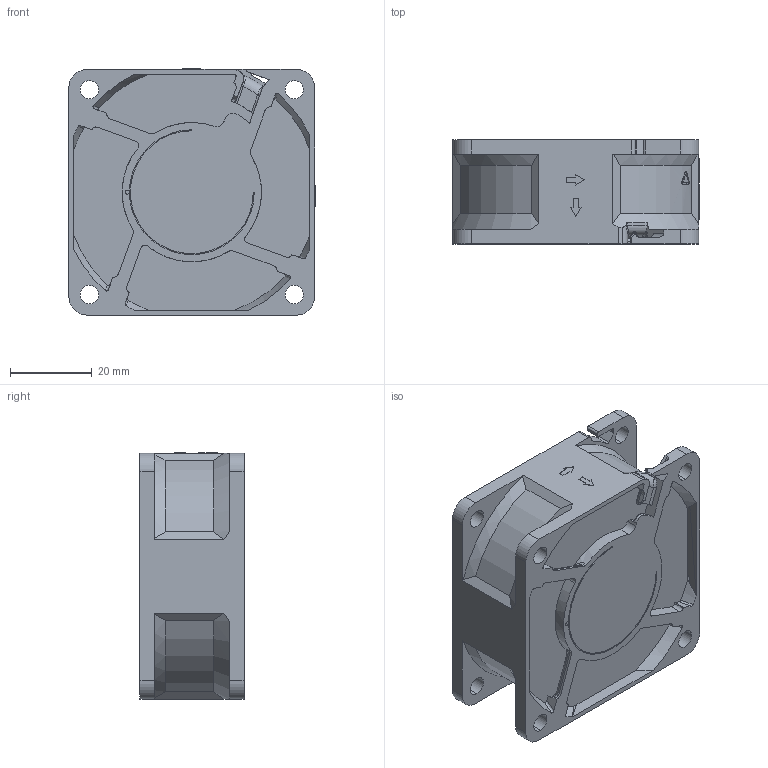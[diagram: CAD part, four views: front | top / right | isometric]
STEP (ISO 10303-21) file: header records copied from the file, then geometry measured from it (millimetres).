
FILE_DESCRIPTION((''),'2;1');
FILE_NAME('4102152600_REV01','2021-09-10T',('FONG.CHEN'),(''),'CREO PARAMETRIC BY PTC INC, 2015080','CREO PARAMETRIC BY PTC INC, 2015080','');
FILE_SCHEMA(('CONFIG_CONTROL_DESIGN'));
Length unit declared in the file: millimetre
Products named in the file (1): 4102152600_REV01
Bounding box: 60.1 x 25.4 x 60.1 mm (x, y, z)
Volume: 67233.2 mm3; surface area: 17902.1 mm2
Topology: 1 solids, 2 shells, 520 faces, 1441 edges, 953 vertices
Faces by surface type: plane 297, cylinder 112, bspline 58, cone 32, torus 10, revolution 8, sphere 3
Entity records: 18923 total; most frequent: CARTESIAN_POINT 5988, ORIENTED_EDGE 2882, DIRECTION 2379, EDGE_CURVE 1441, VERTEX_POINT 953, VECTOR 899, LINE 899, AXIS2_PLACEMENT_3D 736
